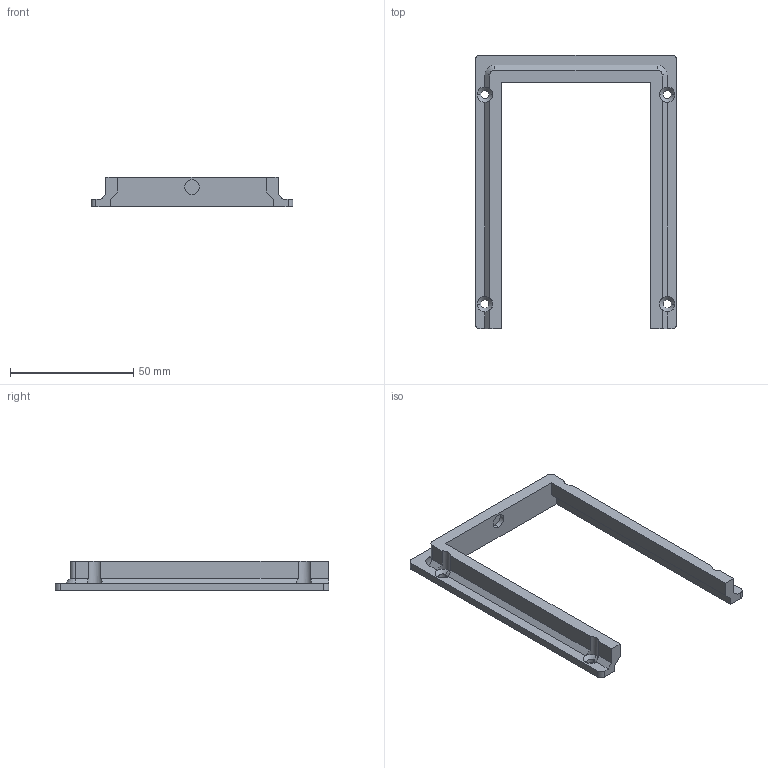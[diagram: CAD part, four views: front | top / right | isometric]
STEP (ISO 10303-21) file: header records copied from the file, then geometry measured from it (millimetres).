
FILE_DESCRIPTION (( 'STEP AP214' ), '1' );
FILE_NAME ('containerGuardrail.STEP', '2023-06-16T14:04:15', ( '' ), ( '' ), 'SwSTEP 2.0', 'SolidWorks 2021', '' );
FILE_SCHEMA (( 'AUTOMOTIVE_DESIGN' ));
Length unit declared in the file: millimetre
Products named in the file (1): containerGuardrail
Bounding box: 82 x 111 x 12 mm (x, y, z)
Volume: 18402.7 mm3; surface area: 12259 mm2
Topology: 1 solids, 1 shells, 62 faces, 167 edges, 104 vertices
Faces by surface type: plane 30, cylinder 22, cone 10
Entity records: 1981 total; most frequent: CARTESIAN_POINT 358, DIRECTION 341, ORIENTED_EDGE 334, EDGE_CURVE 167, AXIS2_PLACEMENT_3D 119, VERTEX_POINT 104, VECTOR 103, LINE 103
